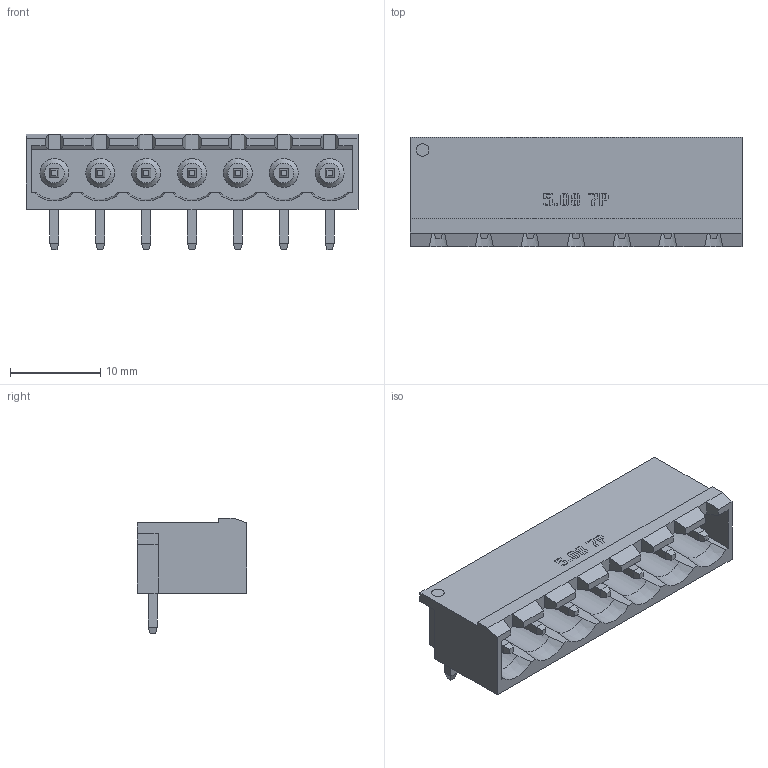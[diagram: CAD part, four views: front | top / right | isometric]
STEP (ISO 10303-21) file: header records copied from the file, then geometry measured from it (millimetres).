
FILE_DESCRIPTION(/* description */ ('model of Conn_Universal-5.08-7P-SIDE'),/* implementation_level */ '2;1');
FILE_NAME(/* name */ 'Conn_Universal-5.08-7P-SIDE.stp',/* time_stamp */ '2015-12-05T23:10:35',/* author */ ('Joan The Spark',''),/* organization */ (''),/* preprocessor_version */ '',/* originating_system */ '',/* authorisation */ '');
FILE_SCHEMA (('AUTOMOTIVE_DESIGN { 1 0 10303 214 3 1 1 }'));
Length unit declared in the file: millimetre
Products named in the file (1): Conn_Universal-5.08-xP-SIDE
Bounding box: 36.76 x 12.1 x 12.8 mm (x, y, z)
Volume: 1680.9 mm3; surface area: 3329.4 mm2
Topology: 1 solids, 1 shells, 422 faces, 1073 edges, 685 vertices
Faces by surface type: plane 386, cylinder 22, cone 14
Full cylindrical faces by diameter (mm): 1.4 x1, 3.2 x7
Entity records: 12611 total; most frequent: CARTESIAN_POINT 2194, ORIENTED_EDGE 2116, DIRECTION 1948, EDGE_CURVE 1058, LINE 986, VECTOR 986, VERTEX_POINT 685, AXIS2_PLACEMENT_3D 481
